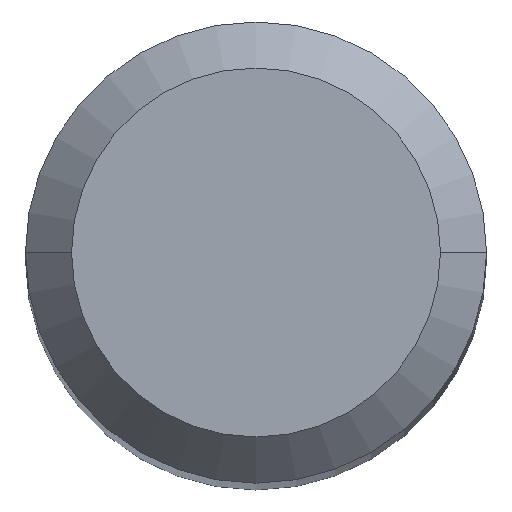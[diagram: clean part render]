
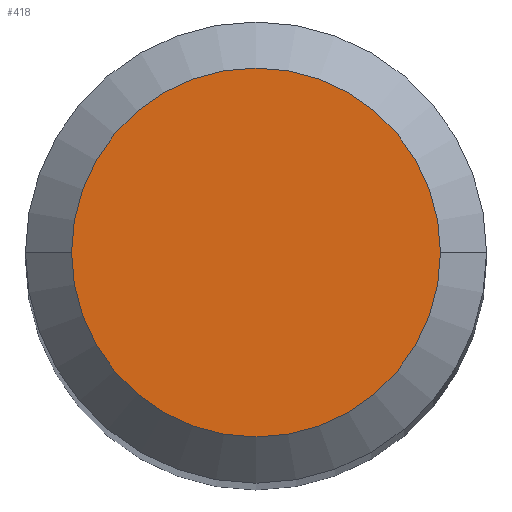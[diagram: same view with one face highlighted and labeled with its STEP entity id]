
A CAD part, top view. The second image highlights one B-rep face of the part: STEP entity #418.
In plain terms, the highlighted planar face has unit normal (0, 0, 1).
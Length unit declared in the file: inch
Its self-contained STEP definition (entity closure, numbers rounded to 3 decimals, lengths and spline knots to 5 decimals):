
#54 = VERTEX_POINT ( 'NONE', #307 ) ;
#70 = CARTESIAN_POINT ( 'NONE',  ( 0., 0., 0. ) ) ;
#81 = AXIS2_PLACEMENT_3D ( 'NONE', #70, #102, #392 ) ;
#97 = EDGE_CURVE ( 'NONE', #54, #399, #303, .T. ) ;
#102 = DIRECTION ( 'NONE',  ( 0., 0., 1. ) ) ;
#105 = EDGE_LOOP ( 'NONE', ( #156, #112 ) ) ;
#112 = ORIENTED_EDGE ( 'NONE', *, *, #97, .T. ) ;
#124 = DIRECTION ( 'NONE',  ( -1., 0., 0. ) ) ;
#150 = AXIS2_PLACEMENT_3D ( 'NONE', #161, #280, #124 ) ;
#156 = ORIENTED_EDGE ( 'NONE', *, *, #313, .T. ) ;
#157 = PLANE ( 'NONE',  #150 ) ;
#161 = CARTESIAN_POINT ( 'NONE',  ( 0., 0., 0. ) ) ;
#213 = CARTESIAN_POINT ( 'NONE',  ( 0., 0., 0. ) ) ;
#277 = FACE_OUTER_BOUND ( 'NONE', #105, .T. ) ;
#280 = DIRECTION ( 'NONE',  ( 0., 0., -1. ) ) ;
#290 = CARTESIAN_POINT ( 'NONE',  ( -0.09448, 0., 0. ) ) ;
#303 = CIRCLE ( 'NONE', #411, 0.09448 ) ;
#307 = CARTESIAN_POINT ( 'NONE',  ( 0.09448, 0., 0. ) ) ;
#313 = EDGE_CURVE ( 'NONE', #399, #54, #318, .T. ) ;
#318 = CIRCLE ( 'NONE', #81, 0.09448 ) ;
#339 = DIRECTION ( 'NONE',  ( 0., 0., 1. ) ) ;
#392 = DIRECTION ( 'NONE',  ( 1., 0., 0. ) ) ;
#399 = VERTEX_POINT ( 'NONE', #290 ) ;
#411 = AXIS2_PLACEMENT_3D ( 'NONE', #213, #339, #487 ) ;
#418 = ADVANCED_FACE ( 'NONE', ( #277 ), #157, .F. ) ;
#487 = DIRECTION ( 'NONE',  ( 1., 0., 0. ) ) ;
